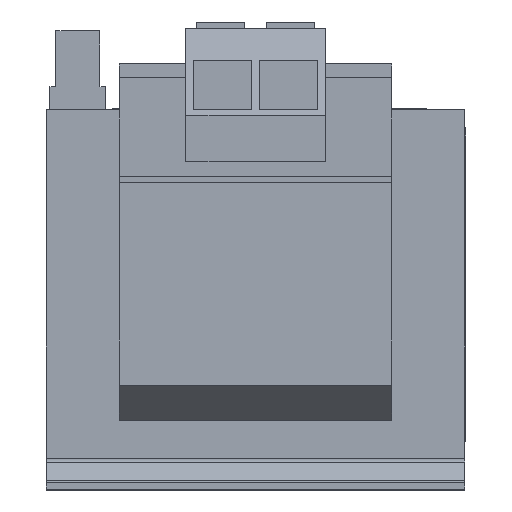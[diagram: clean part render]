
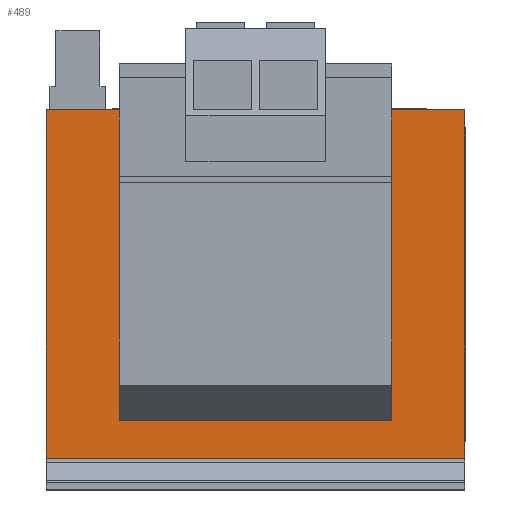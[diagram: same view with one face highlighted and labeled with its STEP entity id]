
A CAD part, top view. The second image highlights one B-rep face of the part: STEP entity #489.
In plain terms, the highlighted planar face has unit normal (0, 0, 1).
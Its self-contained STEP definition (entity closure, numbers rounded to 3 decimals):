
#30 = VECTOR ( 'NONE', #966, 1000. ) ;
#239 = LINE ( 'NONE', #3508, #3259 ) ;
#279 = LINE ( 'NONE', #3479, #649 ) ;
#341 = EDGE_CURVE ( 'Defeature ausgef�hrt1_24+Defeature ausgef�hrt1_22+Defeature ausgef�hrt1_27+Defeature ausgef�hrt1_12', #4300, #2929, #733, .T. ) ;
#362 = ORIENTED_EDGE ( 'NONE', *, *, #697, .F. ) ;
#489 = ADVANCED_FACE ( 'Defeature ausgef�hrt1_22', ( #1957 ), #4644, .T. ) ;
#596 = DIRECTION ( 'NONE',  ( 1., 0., 0. ) ) ;
#624 = CARTESIAN_POINT ( 'NONE',  ( 0., 0., 10.5 ) ) ;
#649 = VECTOR ( 'NONE', #4562, 1000. ) ;
#697 = EDGE_CURVE ( 'Defeature ausgef�hrt1_26+Defeature ausgef�hrt1_22+Defeature ausgef�hrt1_24+Defeature ausgef�hrt1_28', #1835, #3289, #4329, .T. ) ;
#733 = LINE ( 'NONE', #3303, #2076 ) ;
#804 = DIRECTION ( 'NONE',  ( 1., 0., 0. ) ) ;
#930 = VERTEX_POINT ( 'NONE', #3913 ) ;
#966 = DIRECTION ( 'NONE',  ( 0., -1., 0. ) ) ;
#976 = CARTESIAN_POINT ( 'NONE',  ( 30., 25., 10.5 ) ) ;
#1111 = VECTOR ( 'NONE', #3328, 1000. ) ;
#1214 = DIRECTION ( 'NONE',  ( 1., 0., 0. ) ) ;
#1234 = AXIS2_PLACEMENT_3D ( 'NONE', #624, #3155, #1214 ) ;
#1252 = CARTESIAN_POINT ( 'NONE',  ( 19.55, -19.55, 10.5 ) ) ;
#1362 = VERTEX_POINT ( 'NONE', #2711 ) ;
#1377 = VECTOR ( 'NONE', #3823, 1000. ) ;
#1386 = VECTOR ( 'NONE', #1439, 1000. ) ;
#1439 = DIRECTION ( 'NONE',  ( 0., -1., 0. ) ) ;
#1527 = ORIENTED_EDGE ( 'NONE', *, *, #3957, .F. ) ;
#1746 = DIRECTION ( 'NONE',  ( 1., 0., 0. ) ) ;
#1835 = VERTEX_POINT ( 'NONE', #976 ) ;
#1933 = CARTESIAN_POINT ( 'NONE',  ( -19.55, -14.55, 10.5 ) ) ;
#1957 = FACE_OUTER_BOUND ( 'NONE', #3073, .T. ) ;
#2063 = ORIENTED_EDGE ( 'NONE', *, *, #2405, .T. ) ;
#2076 = VECTOR ( 'NONE', #804, 1000. ) ;
#2195 = EDGE_CURVE ( 'Defeature ausgef�hrt1_22+Defeature ausgef�hrt1_11+Defeature ausgef�hrt1_20+Defeature ausgef�hrt1_21', #930, #3359, #2643, .T. ) ;
#2247 = CARTESIAN_POINT ( 'NONE',  ( -30., 25., 10.5 ) ) ;
#2257 = VECTOR ( 'NONE', #1746, 1000. ) ;
#2260 = CARTESIAN_POINT ( 'NONE',  ( 30., -25., 10.5 ) ) ;
#2352 = EDGE_CURVE ( 'Defeature ausgef�hrt1_22+Defeature ausgef�hrt1_28+Defeature ausgef�hrt1_27+Defeature ausgef�hrt1_26', #1362, #3289, #239, .T. ) ;
#2405 = EDGE_CURVE ( 'Defeature ausgef�hrt1_22+Defeature ausgef�hrt1_27+Defeature ausgef�hrt1_24+Defeature ausgef�hrt1_28', #4300, #1362, #4614, .T. ) ;
#2427 = ORIENTED_EDGE ( 'NONE', *, *, #2352, .T. ) ;
#2443 = CARTESIAN_POINT ( 'NONE',  ( 0., 25., 10.5 ) ) ;
#2543 = CARTESIAN_POINT ( 'NONE',  ( 30., 0., 10.5 ) ) ;
#2643 = LINE ( 'NONE', #1252, #1377 ) ;
#2647 = ORIENTED_EDGE ( 'NONE', *, *, #4208, .T. ) ;
#2711 = CARTESIAN_POINT ( 'NONE',  ( -30., -25., 10.5 ) ) ;
#2929 = VERTEX_POINT ( 'NONE', #2967 ) ;
#2967 = CARTESIAN_POINT ( 'NONE',  ( -19.55, 25., 10.5 ) ) ;
#3009 = CARTESIAN_POINT ( 'NONE',  ( -19.55, -19.55, 10.5 ) ) ;
#3042 = ORIENTED_EDGE ( 'NONE', *, *, #2195, .T. ) ;
#3073 = EDGE_LOOP ( 'NONE', ( #3695, #1527, #3042, #2647, #3301, #2063, #2427, #362 ) ) ;
#3155 = DIRECTION ( 'NONE',  ( 0., 0., 1. ) ) ;
#3259 = VECTOR ( 'NONE', #596, 1000. ) ;
#3289 = VERTEX_POINT ( 'NONE', #2260 ) ;
#3301 = ORIENTED_EDGE ( 'NONE', *, *, #341, .F. ) ;
#3303 = CARTESIAN_POINT ( 'NONE',  ( 0., 25., 10.5 ) ) ;
#3328 = DIRECTION ( 'NONE',  ( 0., 1., 0. ) ) ;
#3359 = VERTEX_POINT ( 'NONE', #3009 ) ;
#3368 = VERTEX_POINT ( 'NONE', #4467 ) ;
#3479 = CARTESIAN_POINT ( 'NONE',  ( 19.55, -14.55, 10.5 ) ) ;
#3486 = CARTESIAN_POINT ( 'NONE',  ( -30., 0., 10.5 ) ) ;
#3504 = LINE ( 'NONE', #2443, #2257 ) ;
#3508 = CARTESIAN_POINT ( 'NONE',  ( 0., -25., 10.5 ) ) ;
#3695 = ORIENTED_EDGE ( 'NONE', *, *, #3963, .F. ) ;
#3714 = LINE ( 'NONE', #1933, #1111 ) ;
#3823 = DIRECTION ( 'NONE',  ( -1., 0., 0. ) ) ;
#3913 = CARTESIAN_POINT ( 'NONE',  ( 19.55, -19.55, 10.5 ) ) ;
#3957 = EDGE_CURVE ( 'Defeature ausgef�hrt1_20+Defeature ausgef�hrt1_22+Defeature ausgef�hrt1_22+Defeature ausgef�hrt1_12', #930, #3368, #279, .T. ) ;
#3963 = EDGE_CURVE ( 'Defeature ausgef�hrt1_24+Defeature ausgef�hrt1_22+Defeature ausgef�hrt1_12+Defeature ausgef�hrt1_26', #3368, #1835, #3504, .T. ) ;
#4208 = EDGE_CURVE ( 'Defeature ausgef�hrt1_22+Defeature ausgef�hrt1_21+Defeature ausgef�hrt1_21+Defeature ausgef�hrt1_24', #3359, #2929, #3714, .T. ) ;
#4300 = VERTEX_POINT ( 'NONE', #2247 ) ;
#4329 = LINE ( 'NONE', #2543, #1386 ) ;
#4467 = CARTESIAN_POINT ( 'NONE',  ( 19.55, 25., 10.5 ) ) ;
#4562 = DIRECTION ( 'NONE',  ( 0., 1., 0. ) ) ;
#4614 = LINE ( 'NONE', #3486, #30 ) ;
#4644 = PLANE ( 'NONE',  #1234 ) ;
